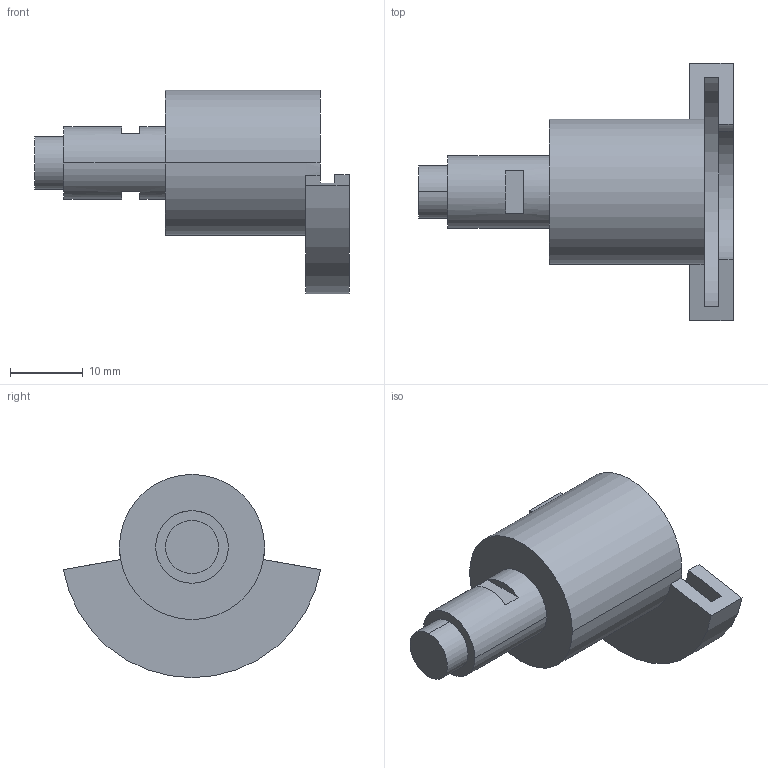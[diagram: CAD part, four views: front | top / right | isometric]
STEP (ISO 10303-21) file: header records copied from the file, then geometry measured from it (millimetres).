
FILE_DESCRIPTION(('CATIA V5 STEP Exchange'),'2;1');
FILE_NAME('appui-serringue.stp','2020-05-04T06:45:42+00:00',('none'),('none'),'CATIA Version 5 Release 19 SP 9 (IN-10)','CATIA V5 STEP AP203','none');
FILE_SCHEMA(('CONFIG_CONTROL_DESIGN'));
Length unit declared in the file: millimetre
Products named in the file (1): Part3
Bounding box: 43.3 x 35.45 x 28 mm (x, y, z)
Volume: 9412.7 mm3; surface area: 4063.7 mm2
Topology: 1 solids, 1 shells, 25 faces, 58 edges, 39 vertices
Faces by surface type: plane 15, cylinder 10
Entity records: 722 total; most frequent: CARTESIAN_POINT 119, ORIENTED_EDGE 116, DIRECTION 100, EDGE_CURVE 58, AXIS2_PLACEMENT_3D 48, VERTEX_POINT 39, VECTOR 32, LINE 32
